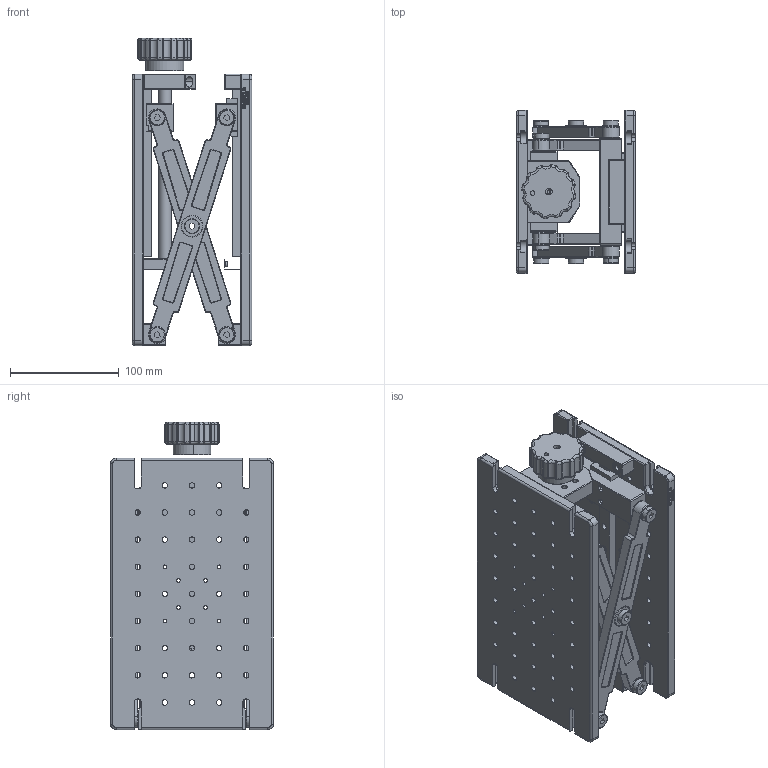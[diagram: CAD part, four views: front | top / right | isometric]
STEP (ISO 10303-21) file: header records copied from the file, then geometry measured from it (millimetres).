
FILE_DESCRIPTION (( 'STEP AP203' ), '1' );
FILE_NAME ('OMHA120B-00.STEP', '2020-07-22T08:11:30', ( 'User' ), ( 'China' ), 'SwSTEP 2.0', 'SolidWorks 2018', '' );
FILE_SCHEMA (( 'CONFIG_CONTROL_DESIGN' ));
Products named in the file (1): OMHA120B-00
Bounding box: 110 x 150 x 283 mm (x, y, z)
Surface area: 297813.1 mm2 (no closed solid volume)
Topology: 0 solids, 56 shells, 1464 faces, 4469 edges, 2949 vertices
Faces by surface type: cylinder 670, plane 392, torus 315, bspline 60, cone 16, sphere 11
Entity records: 55849 total; most frequent: CARTESIAN_POINT 15195, DIRECTION 9170, ORIENTED_EDGE 7512, EDGE_CURVE 4394, AXIS2_PLACEMENT_3D 3586, VERTEX_POINT 2949, CIRCLE 2181, VECTOR 1998
